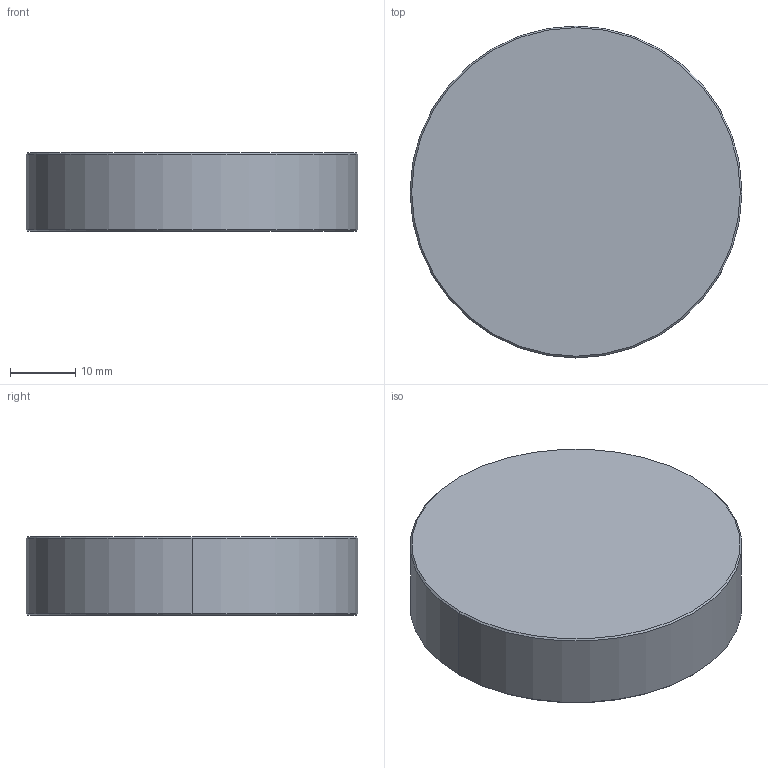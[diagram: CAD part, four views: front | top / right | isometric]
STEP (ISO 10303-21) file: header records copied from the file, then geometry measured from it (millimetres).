
FILE_DESCRIPTION (( 'STEP AP203' ), '1' );
FILE_NAME ('TTN045204-E0W.STEP', '2015-10-07T18:04:07', ( 'admin' ), ( '' ), 'SwSTEP 2.0', 'SolidWorks 2014', '' );
FILE_SCHEMA (( 'CONFIG_CONTROL_DESIGN' ));
Length unit declared in the file: millimetre
Products named in the file (1): TTN045204-E0W
Bounding box: 50.8 x 50.8 x 12 mm (x, y, z)
Volume: 24312 mm3; surface area: 5921.9 mm2
Topology: 1 solids, 1 shells, 234 faces, 611 edges, 406 vertices
Faces by surface type: plane 141, bspline 87, cone 4, cylinder 2
Entity records: 11778 total; most frequent: CARTESIAN_POINT 6531, ORIENTED_EDGE 1222, DIRECTION 741, EDGE_CURVE 611, LINE 429, VECTOR 429, VERTEX_POINT 406, EDGE_LOOP 261
